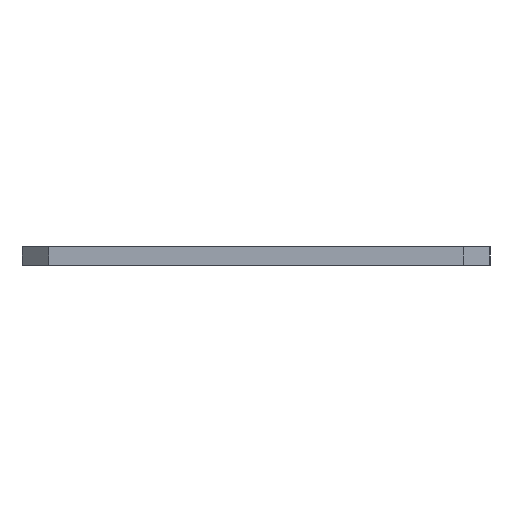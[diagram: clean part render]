
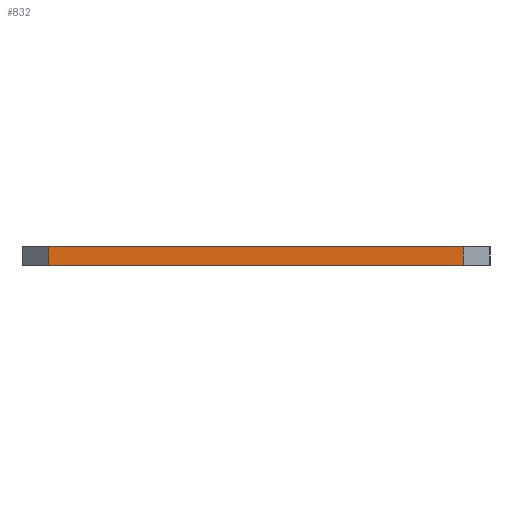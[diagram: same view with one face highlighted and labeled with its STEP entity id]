
A CAD part, front view. The second image highlights one B-rep face of the part: STEP entity #832.
In plain terms, the highlighted planar face has unit normal (0, -1, 0).
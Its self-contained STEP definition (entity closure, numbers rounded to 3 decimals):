
#58=PLANE('',#922);
#98=FACE_OUTER_BOUND('',#138,.T.);
#138=EDGE_LOOP('',(#691,#692,#693,#694));
#238=LINE('',#1372,#316);
#239=LINE('',#1375,#317);
#240=LINE('',#1377,#318);
#241=LINE('',#1378,#319);
#316=VECTOR('',#1140,10.);
#317=VECTOR('',#1143,10.);
#318=VECTOR('',#1144,10.);
#319=VECTOR('',#1145,10.);
#431=VERTEX_POINT('',#1368);
#432=VERTEX_POINT('',#1370);
#433=VERTEX_POINT('',#1374);
#434=VERTEX_POINT('',#1376);
#542=EDGE_CURVE('',#431,#432,#238,.T.);
#543=EDGE_CURVE('',#431,#433,#239,.T.);
#544=EDGE_CURVE('',#434,#432,#240,.T.);
#545=EDGE_CURVE('',#433,#434,#241,.T.);
#691=ORIENTED_EDGE('',*,*,#543,.F.);
#692=ORIENTED_EDGE('',*,*,#542,.T.);
#693=ORIENTED_EDGE('',*,*,#544,.F.);
#694=ORIENTED_EDGE('',*,*,#545,.F.);
#832=ADVANCED_FACE('',(#98),#58,.T.);
#922=AXIS2_PLACEMENT_3D('',#1373,#1141,#1142);
#1140=DIRECTION('',(0.,0.,-1.));
#1141=DIRECTION('center_axis',(0.,-1.,0.));
#1142=DIRECTION('ref_axis',(-1.,0.,0.));
#1143=DIRECTION('',(1.,0.,0.));
#1144=DIRECTION('',(-1.,0.,0.));
#1145=DIRECTION('',(0.,0.,-1.));
#1368=CARTESIAN_POINT('',(44.583,-82.885,2.999));
#1370=CARTESIAN_POINT('',(44.583,-82.885,0.999));
#1372=CARTESIAN_POINT('',(44.583,-82.885,2.999));
#1373=CARTESIAN_POINT('Origin',(89.417,-82.885,2.999));
#1374=CARTESIAN_POINT('',(89.417,-82.885,2.999));
#1375=CARTESIAN_POINT('',(44.583,-82.885,2.999));
#1376=CARTESIAN_POINT('',(89.417,-82.885,0.999));
#1377=CARTESIAN_POINT('',(44.583,-82.885,0.999));
#1378=CARTESIAN_POINT('',(89.417,-82.885,2.999));
